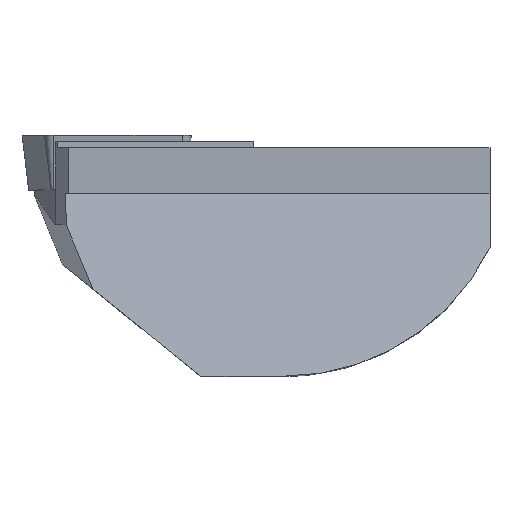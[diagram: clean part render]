
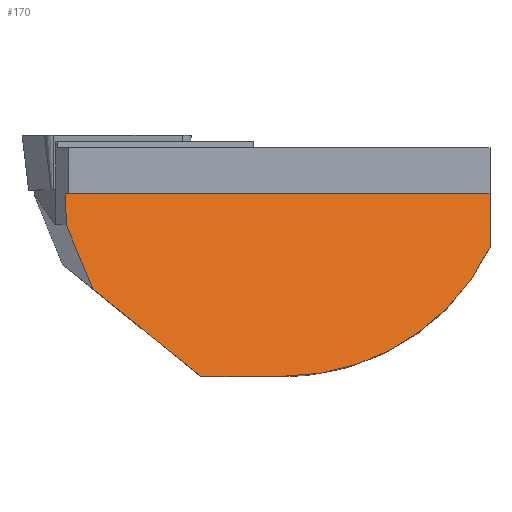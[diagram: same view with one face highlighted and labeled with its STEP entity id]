
A CAD part, top view. The second image highlights one B-rep face of the part: STEP entity #170.
In plain terms, the highlighted planar face has unit normal (0, 0.259, 0.966).
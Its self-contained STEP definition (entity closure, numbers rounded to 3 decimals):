
#162=ELLIPSE('',#947,20.706,20.);
#170=ADVANCED_FACE('',(#244),#213,.F.);
#213=PLANE('',#948);
#244=FACE_OUTER_BOUND('',#278,.T.);
#278=EDGE_LOOP('',(#370,#371,#372,#373,#374,#375,#376));
#370=ORIENTED_EDGE('',*,*,#649,.F.);
#371=ORIENTED_EDGE('',*,*,#650,.F.);
#372=ORIENTED_EDGE('',*,*,#651,.T.);
#373=ORIENTED_EDGE('',*,*,#652,.T.);
#374=ORIENTED_EDGE('',*,*,#653,.T.);
#375=ORIENTED_EDGE('',*,*,#654,.F.);
#376=ORIENTED_EDGE('',*,*,#617,.F.);
#543=VERTEX_POINT('',#1269);
#544=VERTEX_POINT('',#1271);
#568=VERTEX_POINT('',#1334);
#569=VERTEX_POINT('',#1336);
#570=VERTEX_POINT('',#1338);
#571=VERTEX_POINT('',#1340);
#572=VERTEX_POINT('',#1342);
#617=EDGE_CURVE('',#543,#544,#723,.T.);
#649=EDGE_CURVE('',#568,#543,#749,.T.);
#650=EDGE_CURVE('',#569,#568,#750,.T.);
#651=EDGE_CURVE('',#569,#570,#751,.T.);
#652=EDGE_CURVE('',#570,#571,#162,.T.);
#653=EDGE_CURVE('',#571,#572,#752,.T.);
#654=EDGE_CURVE('',#544,#572,#753,.T.);
#723=LINE('',#1270,#800);
#749=LINE('',#1333,#826);
#750=LINE('',#1335,#827);
#751=LINE('',#1337,#828);
#752=LINE('',#1341,#829);
#753=LINE('',#1343,#830);
#800=VECTOR('',#1024,1.);
#826=VECTOR('',#1076,1.);
#827=VECTOR('',#1077,1.);
#828=VECTOR('',#1078,1.);
#829=VECTOR('',#1081,1.);
#830=VECTOR('',#1082,1.);
#947=AXIS2_PLACEMENT_3D('',#1339,#1079,#1080);
#948=AXIS2_PLACEMENT_3D('',#1344,#1083,#1084);
#1024=DIRECTION('',(-0.019,0.966,-0.259));
#1076=DIRECTION('',(-0.372,0.897,-0.24));
#1077=DIRECTION('',(-0.766,0.621,-0.166));
#1078=DIRECTION('',(1.,0.,0.));
#1079=DIRECTION('',(0.,0.259,0.966));
#1080=DIRECTION('',(0.,-0.966,0.259));
#1081=DIRECTION('',(0.,0.966,-0.259));
#1082=DIRECTION('',(1.,0.,0.));
#1083=DIRECTION('',(0.,-0.259,-0.966));
#1084=DIRECTION('',(0.,-0.966,0.259));
#1269=CARTESIAN_POINT('',(-19.1,-6.744,0.735));
#1270=CARTESIAN_POINT('',(-18.864,-18.475,3.879));
#1271=CARTESIAN_POINT('',(-19.156,-4.,0.));
#1333=CARTESIAN_POINT('',(-25.556,8.816,-3.434));
#1334=CARTESIAN_POINT('',(-16.78,-12.337,2.234));
#1335=CARTESIAN_POINT('',(-61.746,24.075,-7.523));
#1336=CARTESIAN_POINT('',(-7.317,-20.,4.287));
#1337=CARTESIAN_POINT('',(-100.,-20.,4.287));
#1338=CARTESIAN_POINT('',(0.,-20.,4.287));
#1339=CARTESIAN_POINT('',(0.,0.,-1.072));
#1340=CARTESIAN_POINT('',(18.,-8.718,1.264));
#1341=CARTESIAN_POINT('',(18.,-20.,4.287));
#1342=CARTESIAN_POINT('',(18.,-4.,0.));
#1343=CARTESIAN_POINT('',(-100.,-4.,0.));
#1344=CARTESIAN_POINT('',(-100.,-20.,4.287));
